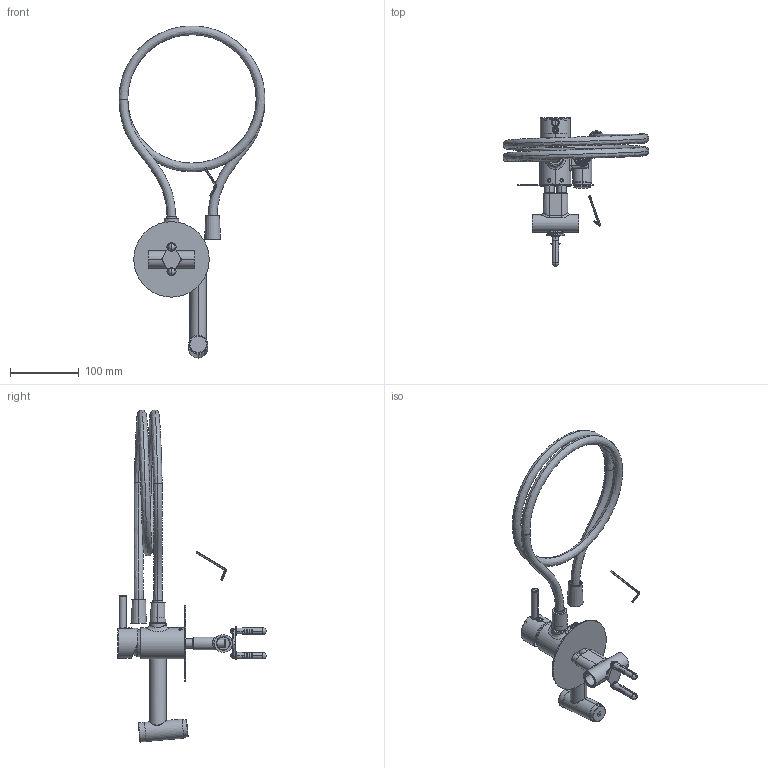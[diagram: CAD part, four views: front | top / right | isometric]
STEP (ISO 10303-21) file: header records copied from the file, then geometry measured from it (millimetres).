
FILE_DESCRIPTION((''),'2;1');
FILE_NAME('BCK66P_ASM','2024-08-17T',('Administrator'),(''),'PRO/ENGINEER BY PARAMETRIC TECHNOLOGY CORPORATION, 2010430','PRO/ENGINEER BY PARAMETRIC TECHNOLOGY CORPORATION, 2010430','');
FILE_SCHEMA(('CONFIG_CONTROL_DESIGN'));
Products named in the file (35): 2110351; 2610252; 2540113; 2110352; 2720046; 2020004; 2020043; 2240107; 2040093; 2660093-01; 2660093-02; 2660093-03; 2660093-06; 2660093-09; 2660093-07; 2660093-04; 2550111; 2660093-05; 2550085; 2660093-08; 2660093_ASM; 2070001; 2210003; 2550109; 2070069; 2750003; 2860146; 2860012-02; 2860156_ASM; 2550071; 2550181; 2070072; 2010134; 2850002; BCK66P_ASM
Assembly tree (46 placements, depth 3):
  BCK66P_ASM
    2110351
    2610252  x2
    2540113
    2110352
    2720046
    2020004
    2020043
    2240107
    2040093
    2660093_ASM
      2660093-01
      2660093-02
      2660093-03
      2660093-06
      2660093-09
      2660093-07
      2660093-04
      2550111  x2
      2660093-05
      2550085
      2660093-08
    2070001
    2210003
    2550109  x4
    2070069  x2
    2750003
    2860156_ASM
      2860146
      2860012-02  x2
    2550071
    2550181  x4
    2070072  x2
    2010134  x2
    2850002
Bounding box: 212.8 x 216.27 x 484.06 mm (x, y, z)
Volume: 336372.9 mm3; surface area: 271525.4 mm2
Topology: 49 solids, 49 shells, 1846 faces, 4509 edges, 2842 vertices
Faces by surface type: plane 855, cylinder 561, cone 176, torus 168, bspline 66, sphere 20
Entity records: 57826 total; most frequent: CARTESIAN_POINT 18316, DIRECTION 8354, ORIENTED_EDGE 7926, EDGE_CURVE 3963, AXIS2_PLACEMENT_3D 3143, VERTEX_POINT 2519, VECTOR 2068, LINE 2068
